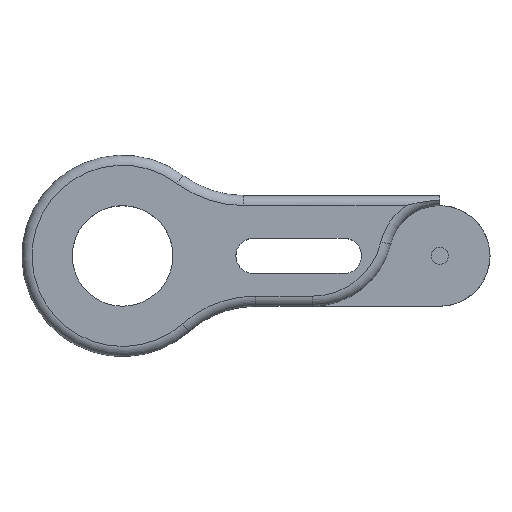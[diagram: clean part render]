
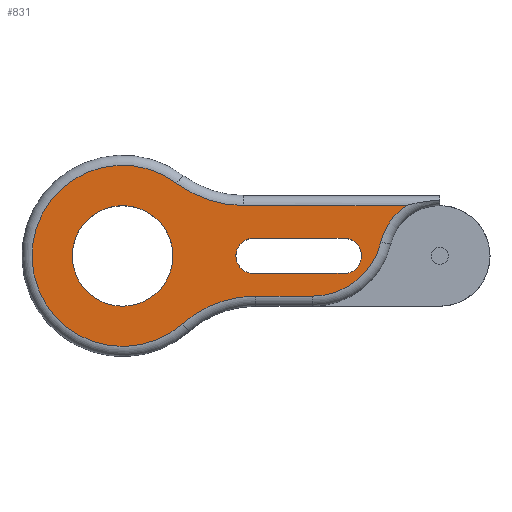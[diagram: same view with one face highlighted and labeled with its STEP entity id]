
A CAD part, top view. The second image highlights one B-rep face of the part: STEP entity #831.
In plain terms, the highlighted planar face has unit normal (0, 0, 1).
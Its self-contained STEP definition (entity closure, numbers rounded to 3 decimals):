
#19=FACE_BOUND('',#241,.T.);
#20=FACE_BOUND('',#242,.T.);
#30=PLANE('',#938);
#60=LINE('',#1378,#111);
#62=LINE('',#1396,#113);
#65=LINE('',#1423,#116);
#66=LINE('',#1427,#117);
#111=VECTOR('',#1086,10.);
#113=VECTOR('',#1108,10.);
#116=VECTOR('',#1143,10.);
#117=VECTOR('',#1146,10.);
#188=FACE_OUTER_BOUND('',#240,.T.);
#240=EDGE_LOOP('',(#656,#657,#658,#659,#660,#661,#662));
#241=EDGE_LOOP('',(#663,#664,#665,#666));
#242=EDGE_LOOP('',(#667));
#303=CIRCLE('',#914,6.);
#308=CIRCLE('',#920,7.);
#312=CIRCLE('',#926,11.);
#315=CIRCLE('',#930,9.);
#317=CIRCLE('',#933,11.);
#320=CIRCLE('',#939,1.75);
#321=CIRCLE('',#940,1.75);
#322=CIRCLE('',#941,5.);
#383=VERTEX_POINT('',#1367);
#384=VERTEX_POINT('',#1376);
#385=VERTEX_POINT('',#1380);
#387=VERTEX_POINT('',#1386);
#389=VERTEX_POINT('',#1392);
#391=VERTEX_POINT('',#1398);
#393=VERTEX_POINT('',#1404);
#397=VERTEX_POINT('',#1421);
#398=VERTEX_POINT('',#1422);
#399=VERTEX_POINT('',#1424);
#400=VERTEX_POINT('',#1426);
#401=VERTEX_POINT('',#1429);
#474=EDGE_CURVE('',#384,#383,#60,.T.);
#475=EDGE_CURVE('',#383,#385,#303,.T.);
#480=EDGE_CURVE('',#385,#387,#308,.T.);
#483=EDGE_CURVE('',#387,#389,#62,.T.);
#486=EDGE_CURVE('',#389,#391,#312,.T.);
#489=EDGE_CURVE('',#391,#393,#315,.T.);
#491=EDGE_CURVE('',#393,#384,#317,.T.);
#496=EDGE_CURVE('',#397,#398,#65,.T.);
#497=EDGE_CURVE('',#398,#399,#320,.T.);
#498=EDGE_CURVE('',#399,#400,#66,.T.);
#499=EDGE_CURVE('',#400,#397,#321,.T.);
#500=EDGE_CURVE('',#401,#401,#322,.T.);
#656=ORIENTED_EDGE('',*,*,#474,.F.);
#657=ORIENTED_EDGE('',*,*,#491,.F.);
#658=ORIENTED_EDGE('',*,*,#489,.F.);
#659=ORIENTED_EDGE('',*,*,#486,.F.);
#660=ORIENTED_EDGE('',*,*,#483,.F.);
#661=ORIENTED_EDGE('',*,*,#480,.F.);
#662=ORIENTED_EDGE('',*,*,#475,.F.);
#663=ORIENTED_EDGE('',*,*,#496,.T.);
#664=ORIENTED_EDGE('',*,*,#497,.T.);
#665=ORIENTED_EDGE('',*,*,#498,.T.);
#666=ORIENTED_EDGE('',*,*,#499,.T.);
#667=ORIENTED_EDGE('',*,*,#500,.T.);
#831=ADVANCED_FACE('',(#188,#19,#20),#30,.T.);
#914=AXIS2_PLACEMENT_3D('',#1381,#1089,#1090);
#920=AXIS2_PLACEMENT_3D('',#1390,#1101,#1102);
#926=AXIS2_PLACEMENT_3D('',#1402,#1115,#1116);
#930=AXIS2_PLACEMENT_3D('',#1408,#1123,#1124);
#933=AXIS2_PLACEMENT_3D('',#1411,#1129,#1130);
#938=AXIS2_PLACEMENT_3D('',#1420,#1141,#1142);
#939=AXIS2_PLACEMENT_3D('',#1425,#1144,#1145);
#940=AXIS2_PLACEMENT_3D('',#1428,#1147,#1148);
#941=AXIS2_PLACEMENT_3D('',#1430,#1149,#1150);
#1086=DIRECTION('',(1.,0.,0.));
#1089=DIRECTION('center_axis',(0.,0.,1.));
#1090=DIRECTION('ref_axis',(-0.62,0.784,0.));
#1101=DIRECTION('center_axis',(0.,0.,-1.));
#1102=DIRECTION('ref_axis',(0.62,-0.784,0.));
#1108=DIRECTION('',(-1.,0.,0.));
#1115=DIRECTION('center_axis',(0.,0.,1.));
#1116=DIRECTION('ref_axis',(-0.354,0.935,0.));
#1123=DIRECTION('center_axis',(0.,0.,-1.));
#1124=DIRECTION('ref_axis',(-0.999,-0.04,0.));
#1129=DIRECTION('center_axis',(0.,0.,1.));
#1130=DIRECTION('ref_axis',(-0.316,-0.949,0.));
#1141=DIRECTION('center_axis',(0.,0.,1.));
#1142=DIRECTION('ref_axis',(1.,0.,0.));
#1143=DIRECTION('',(1.,0.,0.));
#1144=DIRECTION('center_axis',(0.,0.,-1.));
#1145=DIRECTION('ref_axis',(0.,-1.,0.));
#1146=DIRECTION('',(-1.,0.,0.));
#1147=DIRECTION('center_axis',(0.,0.,-1.));
#1148=DIRECTION('ref_axis',(0.,1.,0.));
#1149=DIRECTION('center_axis',(0.,0.,-1.));
#1150=DIRECTION('ref_axis',(1.,0.,0.));
#1367=CARTESIAN_POINT('',(8.683,5.,10.));
#1376=CARTESIAN_POINT('',(-7.5,5.,10.));
#1378=CARTESIAN_POINT('',(2.875,5.,10.));
#1380=CARTESIAN_POINT('',(6.162,1.385,10.));
#1381=CARTESIAN_POINT('Origin',(12.,0.,10.));
#1386=CARTESIAN_POINT('',(-0.649,-4.,10.));
#1390=CARTESIAN_POINT('Origin',(-0.649,3.,10.));
#1392=CARTESIAN_POINT('',(-6.271,-4.,10.));
#1396=CARTESIAN_POINT('',(-8.545,-4.,10.));
#1398=CARTESIAN_POINT('',(-13.547,-6.75,10.));
#1402=CARTESIAN_POINT('Origin',(-6.271,-15.,10.));
#1404=CARTESIAN_POINT('',(-14.1,7.2,10.));
#1408=CARTESIAN_POINT('Origin',(-19.5,0.,10.));
#1411=CARTESIAN_POINT('Origin',(-7.5,16.,10.));
#1420=CARTESIAN_POINT('Origin',(-6.25,0.,10.));
#1421=CARTESIAN_POINT('',(-6.5,1.75,10.));
#1422=CARTESIAN_POINT('',(2.5,1.75,10.));
#1423=CARTESIAN_POINT('',(-1.875,1.75,10.));
#1424=CARTESIAN_POINT('',(2.5,-1.75,10.));
#1425=CARTESIAN_POINT('Origin',(2.5,0.,
10.));
#1426=CARTESIAN_POINT('',(-6.5,-1.75,10.));
#1427=CARTESIAN_POINT('',(-6.375,-1.75,10.));
#1428=CARTESIAN_POINT('Origin',(-6.5,0.,10.));
#1429=CARTESIAN_POINT('',(-24.5,0.,10.));
#1430=CARTESIAN_POINT('Origin',(-19.5,0.,10.));
